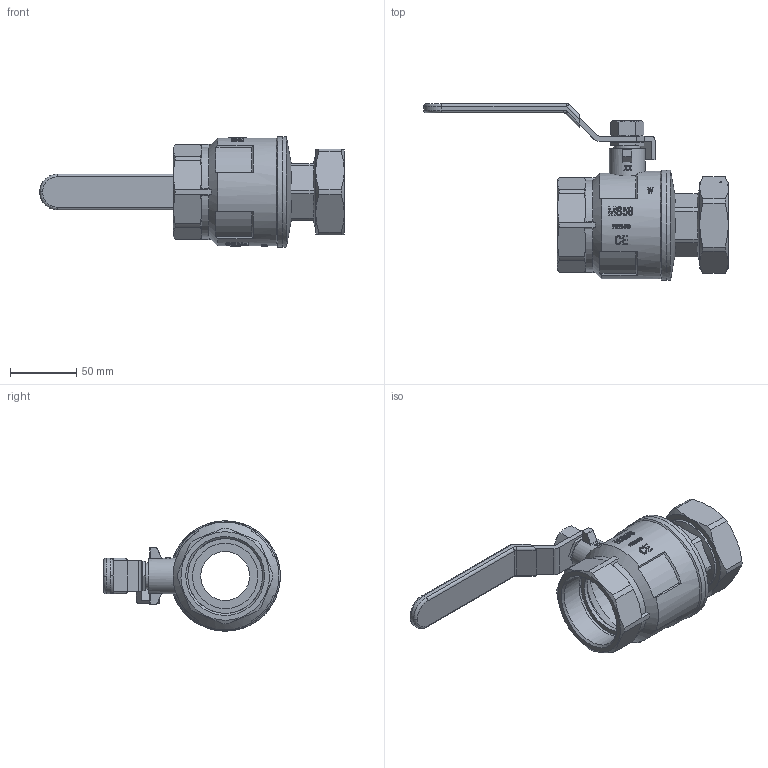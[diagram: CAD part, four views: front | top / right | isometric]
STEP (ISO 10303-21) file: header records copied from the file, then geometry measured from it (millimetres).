
FILE_DESCRIPTION(/* description */ ('Unknown'),/* implementation_level */ '2;1');
FILE_NAME(/* name */ '708-99',/* time_stamp */ '2022-07-22T09:34:07+02:00',/* author */ ('Unknown'),/* organization */ ('Unknown'),/* preprocessor_version */ 'ST-DEVELOPER v16.7',/* originating_system */ 'Solid Edge',/* authorisation */ 'Unknown');
FILE_SCHEMA (('AUTOMOTIVE_DESIGN {1 0 10303 214 3 1 1}'));
Length unit declared in the file: millimetre
Products named in the file (14): 708-99; 600-2-Kvrper; 708-99_Einschraubteil; Stahlgriff-um; Stahlgriff-1; 600-2-Stopfbuchse; 600-2-Mutter-st-gr; _berwurfmutter; 97000077-2
Assembly tree (13 placements, depth 3):
  708-99
    600-2-Kvrper
      600-2-Kvrper
    708-99_Einschraubteil
    Stahlgriff-um
      Stahlgriff-um
    Stahlgriff-1
      Stahlgriff-1
    600-2-Stopfbuchse
      600-2-Stopfbuchse
    600-2-Mutter-st-gr
      600-2-Mutter-st-gr
    _berwurfmutter
    97000077-2
Bounding box: 230.5 x 133.75 x 83.5 mm (x, y, z)
Volume: 195913.4 mm3; surface area: 112284.9 mm2
Topology: 8 solids, 8 shells, 1299 faces, 3626 edges, 2402 vertices
Faces by surface type: plane 1088, cylinder 128, cone 68, bspline 12, torus 3
Full cylindrical faces by diameter (mm): 1.5 x1, 12.21 x1, 16.1 x1, 16.5 x1, 19 x1, 20 x1, 20.5 x1, 20.52 x1, 22 x1, 27 x1, 37 x1, 44 x1, 45 x1, 49.5 x1, 54 x1, 56 x1, 56.5 x1, 56.656 x2, 56.658 x1, 56.7 x2, 59.5 x1, 62 x2, 75 x1, 77 x1, 77.5 x1, 81.5 x1, 83.5 x2
Entity records: 48646 total; most frequent: CARTESIAN_POINT 13360, DIRECTION 8014, ORIENTED_EDGE 7098, EDGE_CURVE 3549, AXIS2_PLACEMENT_3D 3313, VERTEX_POINT 2379, ELLIPSE 1629, EDGE_LOOP 1430
